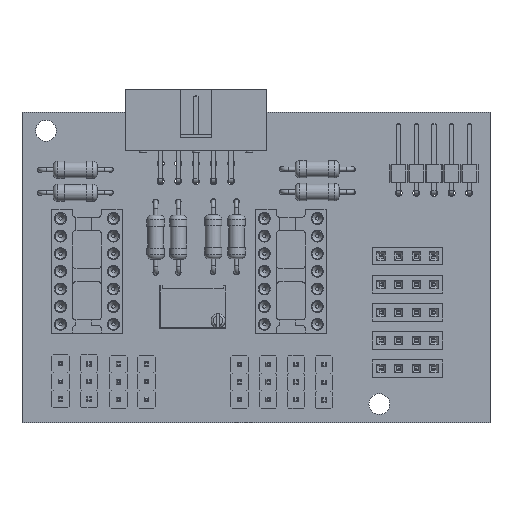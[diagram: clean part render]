
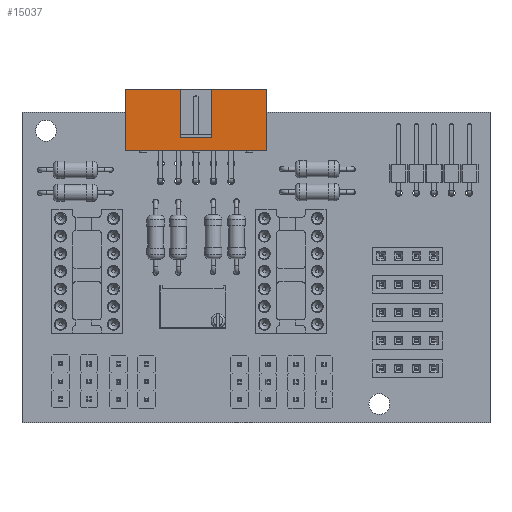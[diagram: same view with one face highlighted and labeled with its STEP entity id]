
A CAD part, top view. The second image highlights one B-rep face of the part: STEP entity #15037.
In plain terms, the highlighted planar face has unit normal (0, 0, 1).
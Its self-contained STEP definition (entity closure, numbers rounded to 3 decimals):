
#15037 = ADVANCED_FACE('',(#15038),#15052,.T.);
#15038 = FACE_BOUND('',#15039,.T.);
#15039 = EDGE_LOOP('',(#15040,#15075,#15103,#15131,#15159,#15187,#15215,
    #15243));
#15040 = ORIENTED_EDGE('',*,*,#15041,.F.);
#15041 = EDGE_CURVE('',#15042,#15044,#15046,.T.);
#15042 = VERTEX_POINT('',#15043);
#15043 = CARTESIAN_POINT('',(4.38,5.1,9.095));
#15044 = VERTEX_POINT('',#15045);
#15045 = CARTESIAN_POINT('',(13.23,5.1,9.095));
#15046 = SURFACE_CURVE('',#15047,(#15051,#15063),.PCURVE_S1.);
#15047 = LINE('',#15048,#15049);
#15048 = CARTESIAN_POINT('',(4.38,5.1,9.095));
#15049 = VECTOR('',#15050,1.);
#15050 = DIRECTION('',(1.,0.,0.));
#15051 = PCURVE('',#15052,#15057);
#15052 = PLANE('',#15053);
#15053 = AXIS2_PLACEMENT_3D('',#15054,#15055,#15056);
#15054 = CARTESIAN_POINT('',(8.805,-5.08,9.095));
#15055 = DIRECTION('',(0.,-0.,1.));
#15056 = DIRECTION('',(-1.,0.,0.));
#15057 = DEFINITIONAL_REPRESENTATION('',(#15058),#15062);
#15058 = LINE('',#15059,#15060);
#15059 = CARTESIAN_POINT('',(4.425,-10.18));
#15060 = VECTOR('',#15061,1.);
#15061 = DIRECTION('',(-1.,0.));
#15062 = ( GEOMETRIC_REPRESENTATION_CONTEXT(2) 
PARAMETRIC_REPRESENTATION_CONTEXT() REPRESENTATION_CONTEXT('2D SPACE',''
  ) );
#15063 = PCURVE('',#15064,#15069);
#15064 = PLANE('',#15065);
#15065 = AXIS2_PLACEMENT_3D('',#15066,#15067,#15068);
#15066 = CARTESIAN_POINT('',(8.805,5.1,4.67));
#15067 = DIRECTION('',(0.,1.,0.));
#15068 = DIRECTION('',(1.,0.,0.));
#15069 = DEFINITIONAL_REPRESENTATION('',(#15070),#15074);
#15070 = LINE('',#15071,#15072);
#15071 = CARTESIAN_POINT('',(-4.425,-4.425));
#15072 = VECTOR('',#15073,1.);
#15073 = DIRECTION('',(1.,0.));
#15074 = ( GEOMETRIC_REPRESENTATION_CONTEXT(2) 
PARAMETRIC_REPRESENTATION_CONTEXT() REPRESENTATION_CONTEXT('2D SPACE',''
  ) );
#15075 = ORIENTED_EDGE('',*,*,#15076,.T.);
#15076 = EDGE_CURVE('',#15042,#15077,#15079,.T.);
#15077 = VERTEX_POINT('',#15078);
#15078 = CARTESIAN_POINT('',(4.38,-15.26,9.095));
#15079 = SURFACE_CURVE('',#15080,(#15084,#15091),.PCURVE_S1.);
#15080 = LINE('',#15081,#15082);
#15081 = CARTESIAN_POINT('',(4.38,5.1,9.095));
#15082 = VECTOR('',#15083,1.);
#15083 = DIRECTION('',(0.,-1.,0.));
#15084 = PCURVE('',#15052,#15085);
#15085 = DEFINITIONAL_REPRESENTATION('',(#15086),#15090);
#15086 = LINE('',#15087,#15088);
#15087 = CARTESIAN_POINT('',(4.425,-10.18));
#15088 = VECTOR('',#15089,1.);
#15089 = DIRECTION('',(-0.,1.));
#15090 = ( GEOMETRIC_REPRESENTATION_CONTEXT(2) 
PARAMETRIC_REPRESENTATION_CONTEXT() REPRESENTATION_CONTEXT('2D SPACE',''
  ) );
#15091 = PCURVE('',#15092,#15097);
#15092 = PLANE('',#15093);
#15093 = AXIS2_PLACEMENT_3D('',#15094,#15095,#15096);
#15094 = CARTESIAN_POINT('',(4.38,-5.08,4.622));
#15095 = DIRECTION('',(-1.,-0.,0.));
#15096 = DIRECTION('',(0.,0.,1.));
#15097 = DEFINITIONAL_REPRESENTATION('',(#15098),#15102);
#15098 = LINE('',#15099,#15100);
#15099 = CARTESIAN_POINT('',(4.473,10.18));
#15100 = VECTOR('',#15101,1.);
#15101 = DIRECTION('',(0.,-1.));
#15102 = ( GEOMETRIC_REPRESENTATION_CONTEXT(2) 
PARAMETRIC_REPRESENTATION_CONTEXT() REPRESENTATION_CONTEXT('2D SPACE',''
  ) );
#15103 = ORIENTED_EDGE('',*,*,#15104,.T.);
#15104 = EDGE_CURVE('',#15077,#15105,#15107,.T.);
#15105 = VERTEX_POINT('',#15106);
#15106 = CARTESIAN_POINT('',(13.23,-15.26,9.095));
#15107 = SURFACE_CURVE('',#15108,(#15112,#15119),.PCURVE_S1.);
#15108 = LINE('',#15109,#15110);
#15109 = CARTESIAN_POINT('',(6.73,-15.26,9.095));
#15110 = VECTOR('',#15111,1.);
#15111 = DIRECTION('',(1.,0.,0.));
#15112 = PCURVE('',#15052,#15113);
#15113 = DEFINITIONAL_REPRESENTATION('',(#15114),#15118);
#15114 = LINE('',#15115,#15116);
#15115 = CARTESIAN_POINT('',(2.075,10.18));
#15116 = VECTOR('',#15117,1.);
#15117 = DIRECTION('',(-1.,0.));
#15118 = ( GEOMETRIC_REPRESENTATION_CONTEXT(2) 
PARAMETRIC_REPRESENTATION_CONTEXT() REPRESENTATION_CONTEXT('2D SPACE',''
  ) );
#15119 = PCURVE('',#15120,#15125);
#15120 = PLANE('',#15121);
#15121 = AXIS2_PLACEMENT_3D('',#15122,#15123,#15124);
#15122 = CARTESIAN_POINT('',(8.805,-15.26,4.67));
#15123 = DIRECTION('',(0.,-1.,0.));
#15124 = DIRECTION('',(-1.,0.,0.));
#15125 = DEFINITIONAL_REPRESENTATION('',(#15126),#15130);
#15126 = LINE('',#15127,#15128);
#15127 = CARTESIAN_POINT('',(2.075,-4.425));
#15128 = VECTOR('',#15129,1.);
#15129 = DIRECTION('',(-1.,0.));
#15130 = ( GEOMETRIC_REPRESENTATION_CONTEXT(2) 
PARAMETRIC_REPRESENTATION_CONTEXT() REPRESENTATION_CONTEXT('2D SPACE',''
  ) );
#15131 = ORIENTED_EDGE('',*,*,#15132,.F.);
#15132 = EDGE_CURVE('',#15133,#15105,#15135,.T.);
#15133 = VERTEX_POINT('',#15134);
#15134 = CARTESIAN_POINT('',(13.23,-7.33,9.095));
#15135 = SURFACE_CURVE('',#15136,(#15140,#15147),.PCURVE_S1.);
#15136 = LINE('',#15137,#15138);
#15137 = CARTESIAN_POINT('',(13.23,5.1,9.095));
#15138 = VECTOR('',#15139,1.);
#15139 = DIRECTION('',(0.,-1.,0.));
#15140 = PCURVE('',#15052,#15141);
#15141 = DEFINITIONAL_REPRESENTATION('',(#15142),#15146);
#15142 = LINE('',#15143,#15144);
#15143 = CARTESIAN_POINT('',(-4.425,-10.18));
#15144 = VECTOR('',#15145,1.);
#15145 = DIRECTION('',(-0.,1.));
#15146 = ( GEOMETRIC_REPRESENTATION_CONTEXT(2) 
PARAMETRIC_REPRESENTATION_CONTEXT() REPRESENTATION_CONTEXT('2D SPACE',''
  ) );
#15147 = PCURVE('',#15148,#15153);
#15148 = PLANE('',#15149);
#15149 = AXIS2_PLACEMENT_3D('',#15150,#15151,#15152);
#15150 = CARTESIAN_POINT('',(13.23,-5.08,4.67));
#15151 = DIRECTION('',(1.,0.,0.));
#15152 = DIRECTION('',(0.,0.,-1.));
#15153 = DEFINITIONAL_REPRESENTATION('',(#15154),#15158);
#15154 = LINE('',#15155,#15156);
#15155 = CARTESIAN_POINT('',(-4.425,10.18));
#15156 = VECTOR('',#15157,1.);
#15157 = DIRECTION('',(0.,-1.));
#15158 = ( GEOMETRIC_REPRESENTATION_CONTEXT(2) 
PARAMETRIC_REPRESENTATION_CONTEXT() REPRESENTATION_CONTEXT('2D SPACE',''
  ) );
#15159 = ORIENTED_EDGE('',*,*,#15160,.T.);
#15160 = EDGE_CURVE('',#15133,#15161,#15163,.T.);
#15161 = VERTEX_POINT('',#15162);
#15162 = CARTESIAN_POINT('',(6.23,-7.33,9.095));
#15163 = SURFACE_CURVE('',#15164,(#15168,#15175),.PCURVE_S1.);
#15164 = LINE('',#15165,#15166);
#15165 = CARTESIAN_POINT('',(7.518,-7.33,9.095));
#15166 = VECTOR('',#15167,1.);
#15167 = DIRECTION('',(-1.,0.,0.));
#15168 = PCURVE('',#15052,#15169);
#15169 = DEFINITIONAL_REPRESENTATION('',(#15170),#15174);
#15170 = LINE('',#15171,#15172);
#15171 = CARTESIAN_POINT('',(1.288,2.25));
#15172 = VECTOR('',#15173,1.);
#15173 = DIRECTION('',(1.,0.));
#15174 = ( GEOMETRIC_REPRESENTATION_CONTEXT(2) 
PARAMETRIC_REPRESENTATION_CONTEXT() REPRESENTATION_CONTEXT('2D SPACE',''
  ) );
#15175 = PCURVE('',#15176,#15181);
#15176 = PLANE('',#15177);
#15177 = AXIS2_PLACEMENT_3D('',#15178,#15179,#15180);
#15178 = CARTESIAN_POINT('',(6.23,-7.33,11.095));
#15179 = DIRECTION('',(0.,1.,0.));
#15180 = DIRECTION('',(0.,0.,-1.));
#15181 = DEFINITIONAL_REPRESENTATION('',(#15182),#15186);
#15182 = LINE('',#15183,#15184);
#15183 = CARTESIAN_POINT('',(2.,-1.288));
#15184 = VECTOR('',#15185,1.);
#15185 = DIRECTION('',(0.,1.));
#15186 = ( GEOMETRIC_REPRESENTATION_CONTEXT(2) 
PARAMETRIC_REPRESENTATION_CONTEXT() REPRESENTATION_CONTEXT('2D SPACE',''
  ) );
#15187 = ORIENTED_EDGE('',*,*,#15188,.T.);
#15188 = EDGE_CURVE('',#15161,#15189,#15191,.T.);
#15189 = VERTEX_POINT('',#15190);
#15190 = CARTESIAN_POINT('',(6.23,-2.83,9.095));
#15191 = SURFACE_CURVE('',#15192,(#15196,#15203),.PCURVE_S1.);
#15192 = LINE('',#15193,#15194);
#15193 = CARTESIAN_POINT('',(6.23,-5.08,9.095));
#15194 = VECTOR('',#15195,1.);
#15195 = DIRECTION('',(0.,1.,0.));
#15196 = PCURVE('',#15052,#15197);
#15197 = DEFINITIONAL_REPRESENTATION('',(#15198),#15202);
#15198 = LINE('',#15199,#15200);
#15199 = CARTESIAN_POINT('',(2.575,-0.));
#15200 = VECTOR('',#15201,1.);
#15201 = DIRECTION('',(0.,-1.));
#15202 = ( GEOMETRIC_REPRESENTATION_CONTEXT(2) 
PARAMETRIC_REPRESENTATION_CONTEXT() REPRESENTATION_CONTEXT('2D SPACE',''
  ) );
#15203 = PCURVE('',#15204,#15209);
#15204 = PLANE('',#15205);
#15205 = AXIS2_PLACEMENT_3D('',#15206,#15207,#15208);
#15206 = CARTESIAN_POINT('',(6.23,-5.08,9.095));
#15207 = DIRECTION('',(1.,0.,0.));
#15208 = DIRECTION('',(0.,0.,-1.));
#15209 = DEFINITIONAL_REPRESENTATION('',(#15210),#15214);
#15210 = LINE('',#15211,#15212);
#15211 = CARTESIAN_POINT('',(0.,0.));
#15212 = VECTOR('',#15213,1.);
#15213 = DIRECTION('',(0.,1.));
#15214 = ( GEOMETRIC_REPRESENTATION_CONTEXT(2) 
PARAMETRIC_REPRESENTATION_CONTEXT() REPRESENTATION_CONTEXT('2D SPACE',''
  ) );
#15215 = ORIENTED_EDGE('',*,*,#15216,.T.);
#15216 = EDGE_CURVE('',#15189,#15217,#15219,.T.);
#15217 = VERTEX_POINT('',#15218);
#15218 = CARTESIAN_POINT('',(13.23,-2.83,9.095));
#15219 = SURFACE_CURVE('',#15220,(#15224,#15231),.PCURVE_S1.);
#15220 = LINE('',#15221,#15222);
#15221 = CARTESIAN_POINT('',(7.518,-2.83,9.095));
#15222 = VECTOR('',#15223,1.);
#15223 = DIRECTION('',(1.,0.,0.));
#15224 = PCURVE('',#15052,#15225);
#15225 = DEFINITIONAL_REPRESENTATION('',(#15226),#15230);
#15226 = LINE('',#15227,#15228);
#15227 = CARTESIAN_POINT('',(1.288,-2.25));
#15228 = VECTOR('',#15229,1.);
#15229 = DIRECTION('',(-1.,0.));
#15230 = ( GEOMETRIC_REPRESENTATION_CONTEXT(2) 
PARAMETRIC_REPRESENTATION_CONTEXT() REPRESENTATION_CONTEXT('2D SPACE',''
  ) );
#15231 = PCURVE('',#15232,#15237);
#15232 = PLANE('',#15233);
#15233 = AXIS2_PLACEMENT_3D('',#15234,#15235,#15236);
#15234 = CARTESIAN_POINT('',(6.23,-2.83,7.095));
#15235 = DIRECTION('',(0.,-1.,0.));
#15236 = DIRECTION('',(0.,0.,1.));
#15237 = DEFINITIONAL_REPRESENTATION('',(#15238),#15242);
#15238 = LINE('',#15239,#15240);
#15239 = CARTESIAN_POINT('',(2.,-1.288));
#15240 = VECTOR('',#15241,1.);
#15241 = DIRECTION('',(0.,-1.));
#15242 = ( GEOMETRIC_REPRESENTATION_CONTEXT(2) 
PARAMETRIC_REPRESENTATION_CONTEXT() REPRESENTATION_CONTEXT('2D SPACE',''
  ) );
#15243 = ORIENTED_EDGE('',*,*,#15244,.F.);
#15244 = EDGE_CURVE('',#15044,#15217,#15245,.T.);
#15245 = SURFACE_CURVE('',#15246,(#15250,#15257),.PCURVE_S1.);
#15246 = LINE('',#15247,#15248);
#15247 = CARTESIAN_POINT('',(13.23,5.1,9.095));
#15248 = VECTOR('',#15249,1.);
#15249 = DIRECTION('',(0.,-1.,0.));
#15250 = PCURVE('',#15052,#15251);
#15251 = DEFINITIONAL_REPRESENTATION('',(#15252),#15256);
#15252 = LINE('',#15253,#15254);
#15253 = CARTESIAN_POINT('',(-4.425,-10.18));
#15254 = VECTOR('',#15255,1.);
#15255 = DIRECTION('',(-0.,1.));
#15256 = ( GEOMETRIC_REPRESENTATION_CONTEXT(2) 
PARAMETRIC_REPRESENTATION_CONTEXT() REPRESENTATION_CONTEXT('2D SPACE',''
  ) );
#15257 = PCURVE('',#15148,#15258);
#15258 = DEFINITIONAL_REPRESENTATION('',(#15259),#15263);
#15259 = LINE('',#15260,#15261);
#15260 = CARTESIAN_POINT('',(-4.425,10.18));
#15261 = VECTOR('',#15262,1.);
#15262 = DIRECTION('',(0.,-1.));
#15263 = ( GEOMETRIC_REPRESENTATION_CONTEXT(2) 
PARAMETRIC_REPRESENTATION_CONTEXT() REPRESENTATION_CONTEXT('2D SPACE',''
  ) );
